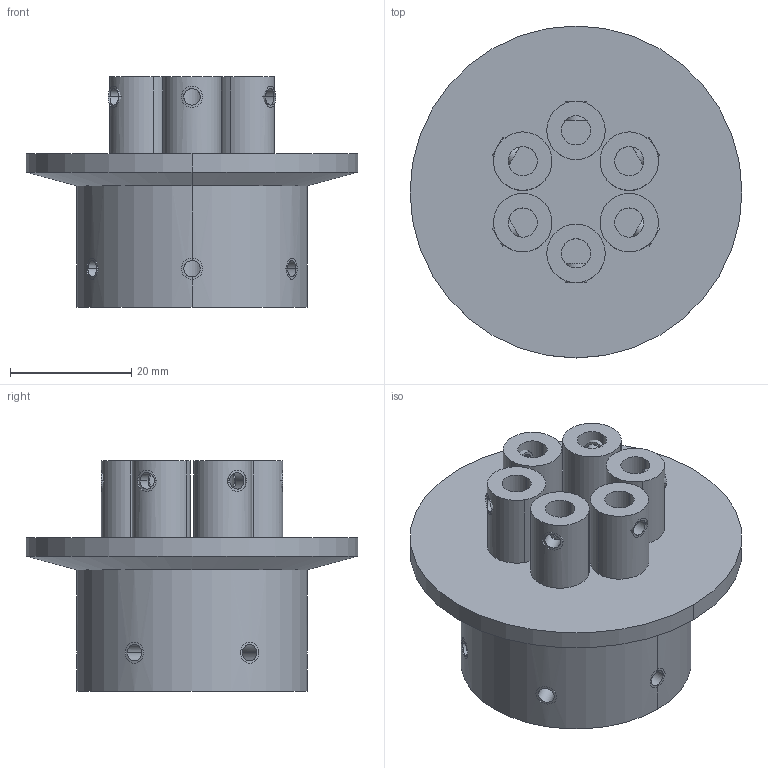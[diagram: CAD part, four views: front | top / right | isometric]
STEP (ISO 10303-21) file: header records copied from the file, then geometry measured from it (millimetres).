
FILE_DESCRIPTION((''),'2;1');
FILE_NAME('193322_ASM','2016-02-10T',('pdmadmin'),(''),'PRO/ENGINEER BY PARAMETRIC TECHNOLOGY CORPORATION, 2013230','PRO/ENGINEER BY PARAMETRIC TECHNOLOGY CORPORATION, 2013230','');
FILE_SCHEMA(('CONFIG_CONTROL_DESIGN'));
Length unit declared in the file: inch
Products named in the file (2): 62230; 193322_ASM
Assembly tree (1 placements, depth 2):
  193322_ASM
    62230
Bounding box: 54.86 x 54.86 x 38.06 mm (x, y, z)
Volume: 36520.2 mm3; surface area: 13262.3 mm2
Topology: 1 solids, 13 shells, 134 faces, 356 edges, 244 vertices
Faces by surface type: cylinder 88, plane 32, cone 14
Entity records: 4862 total; most frequent: CARTESIAN_POINT 1391, DIRECTION 730, ORIENTED_EDGE 664, EDGE_CURVE 356, AXIS2_PLACEMENT_3D 315, VERTEX_POINT 244, EDGE_LOOP 178, CIRCLE 176
